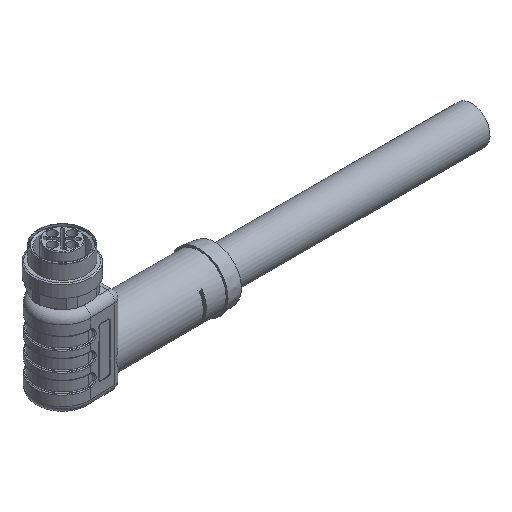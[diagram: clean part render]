
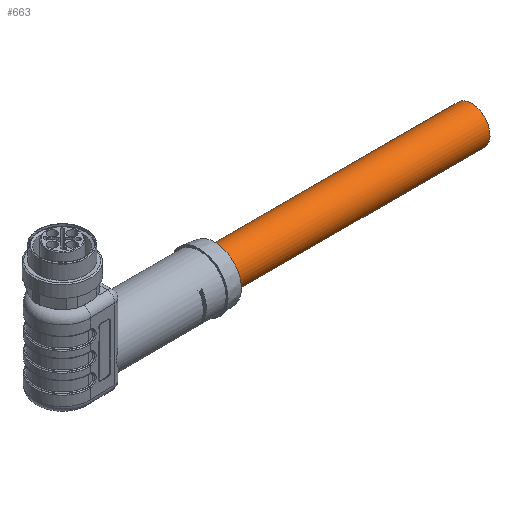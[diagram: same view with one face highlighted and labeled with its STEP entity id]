
A CAD part, isometric view. The second image highlights one B-rep face of the part: STEP entity #663.
In plain terms, the highlighted cylindrical face has radius 4.85 mm (diameter 9.7 mm), a full revolution.
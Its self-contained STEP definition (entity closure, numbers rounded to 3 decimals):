
#188=CYLINDRICAL_SURFACE('',#3874,4.85);
#663=ADVANCED_FACE('',(#805,#806),#188,.T.);
#805=FACE_BOUND('',#1063,.T.);
#806=FACE_BOUND('',#1064,.T.);
#1063=EDGE_LOOP('',(#2069));
#1064=EDGE_LOOP('',(#2070));
#2069=ORIENTED_EDGE('',*,*,#2510,.F.);
#2070=ORIENTED_EDGE('',*,*,#2860,.F.);
#2182=VERTEX_POINT('',#5295);
#2374=VERTEX_POINT('',#6676);
#2510=EDGE_CURVE('',#2182,#2182,#3294,.T.);
#2860=EDGE_CURVE('',#2374,#2374,#3449,.T.);
#3294=CIRCLE('',#3541,4.85);
#3449=CIRCLE('',#3873,4.85);
#3541=AXIS2_PLACEMENT_3D('',#5294,#4107,#4108);
#3873=AXIS2_PLACEMENT_3D('',#6675,#4908,#4909);
#3874=AXIS2_PLACEMENT_3D('',#6677,#4910,#4911);
#4107=DIRECTION('',(-1.,0.,0.));
#4108=DIRECTION('',(0.,0.,-1.));
#4908=DIRECTION('',(1.,0.,0.));
#4909=DIRECTION('',(0.,1.,-0.019));
#4910=DIRECTION('',(-1.,0.,0.));
#4911=DIRECTION('',(0.,-0.019,-1.));
#5294=CARTESIAN_POINT('',(100.,60.,-1.7));
#5295=CARTESIAN_POINT('',(100.,60.,-6.55));
#6675=CARTESIAN_POINT('',(167.387,60.,-1.7));
#6676=CARTESIAN_POINT('',(167.387,64.849,-1.793));
#6677=CARTESIAN_POINT('',(187.387,60.,-1.7));
